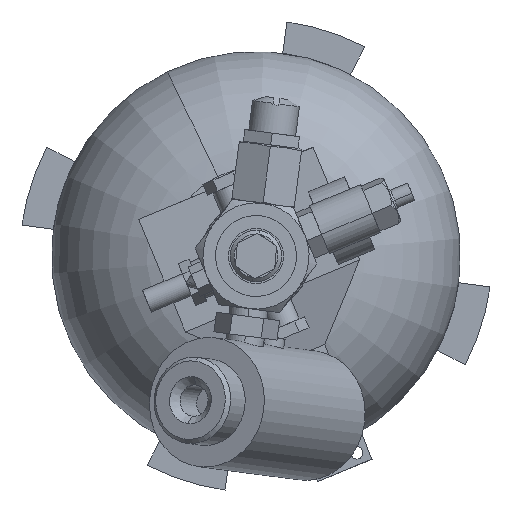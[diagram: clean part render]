
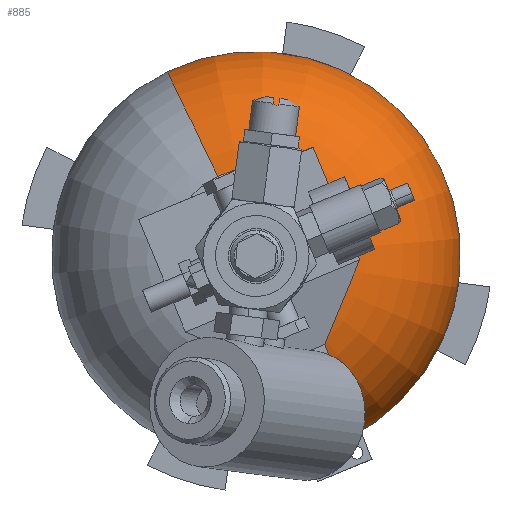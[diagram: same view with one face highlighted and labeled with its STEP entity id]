
A CAD part, front view. The second image highlights one B-rep face of the part: STEP entity #885.
In plain terms, the highlighted toroidal (fillet/blend) face has major radius 17 mm and minor radius 35 mm.
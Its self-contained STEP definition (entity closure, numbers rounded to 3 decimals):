
#33=TOROIDAL_SURFACE('',#11555,17.,35.);
#885=ADVANCED_FACE('',(#1540),#33,.T.);
#1540=FACE_OUTER_BOUND('',#2209,.F.);
#2209=EDGE_LOOP('',(#3733,#3734,#3735,#3736));
#3733=ORIENTED_EDGE('',*,*,#7496,.T.);
#3734=ORIENTED_EDGE('',*,*,#7497,.F.);
#3735=ORIENTED_EDGE('',*,*,#7498,.F.);
#3736=ORIENTED_EDGE('',*,*,#7499,.T.);
#6307=CIRCLE('',#11480,35.);
#6308=CIRCLE('',#11481,22.444);
#6309=CIRCLE('',#11482,35.);
#6310=CIRCLE('',#11483,52.);
#7496=EDGE_CURVE('',#10253,#10258,#6307,.T.);
#7497=EDGE_CURVE('',#10261,#10258,#6308,.T.);
#7498=EDGE_CURVE('',#10252,#10261,#6309,.T.);
#7499=EDGE_CURVE('',#10252,#10253,#6310,.T.);
#10252=VERTEX_POINT('',#25356);
#10253=VERTEX_POINT('',#25357);
#10258=VERTEX_POINT('',#25362);
#10261=VERTEX_POINT('',#25365);
#11480=AXIS2_PLACEMENT_3D('',#25374,#13213,#13214);
#11481=AXIS2_PLACEMENT_3D('',#25375,#13215,#13216);
#11482=AXIS2_PLACEMENT_3D('',#25376,#13217,#13218);
#11483=AXIS2_PLACEMENT_3D('',#25377,#13219,#13220);
#11555=AXIS2_PLACEMENT_3D('',#29669,#13388,#13389);
#13213=DIRECTION('',(-0.901,0.,-0.433));
#13214=DIRECTION('',(0.433,0.,-0.901));
#13215=DIRECTION('',(0.,1.,0.));
#13216=DIRECTION('',(-0.433,0.,0.901));
#13217=DIRECTION('',(0.901,0.,0.433));
#13218=DIRECTION('',(-0.433,0.,0.901));
#13219=DIRECTION('',(0.,1.,0.));
#13220=DIRECTION('',(-0.433,0.,0.901));
#13388=DIRECTION('',(0.,-1.,0.));
#13389=DIRECTION('',(0.353,0.,-0.936));
#25356=CARTESIAN_POINT('',(-22.516,652.3,46.873));
#25357=CARTESIAN_POINT('',(22.516,652.3,-46.873));
#25362=CARTESIAN_POINT('',(9.718,617.726,-20.231));
#25365=CARTESIAN_POINT('',(-9.718,617.726,20.231));
#25374=CARTESIAN_POINT('',(7.361,652.3,-15.324));
#25375=CARTESIAN_POINT('',(0.,617.726,0.));
#25376=CARTESIAN_POINT('',(-7.361,652.3,15.324));
#25377=CARTESIAN_POINT('',(0.,652.3,0.));
#29669=CARTESIAN_POINT('',(0.,652.3,0.));
